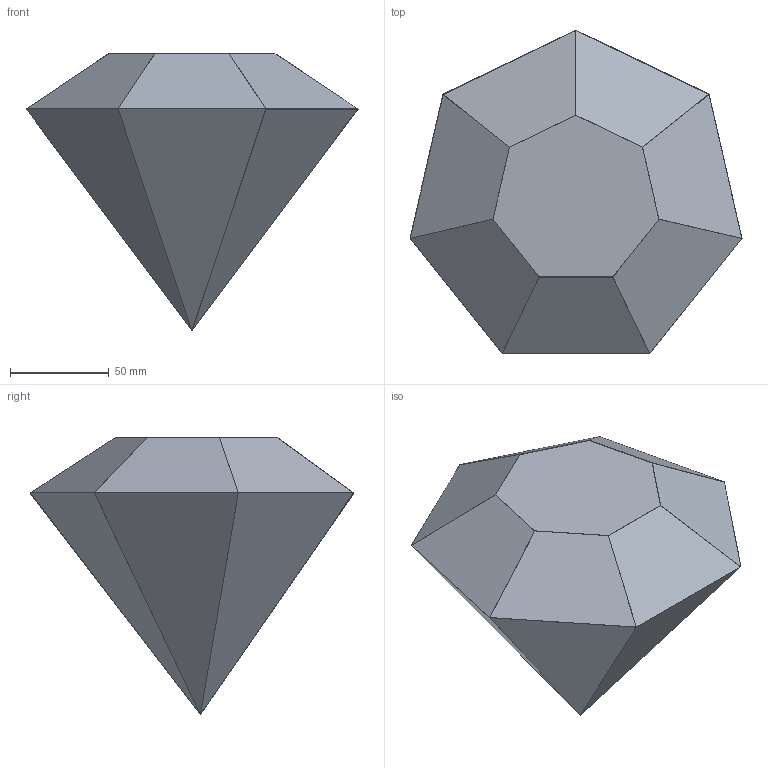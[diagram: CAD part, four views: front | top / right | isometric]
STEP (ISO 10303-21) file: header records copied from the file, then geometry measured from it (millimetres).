
FILE_DESCRIPTION(('FreeCAD Model'),'2;1');
FILE_NAME('Open CASCADE Shape Model','2025-04-27T18:29:20',('FreeCAD'),( 'FreeCAD'),'Open CASCADE STEP processor 7.6','FreeCAD','Unknown');
FILE_SCHEMA(('AUTOMOTIVE_DESIGN { 1 0 10303 214 1 1 1 1 }'));
Length unit declared in the file: millimetre
Products named in the file (1): Open CASCADE STEP translator 7.6 1
Bounding box: 167.71 x 163.55 x 140.01 mm (x, y, z)
Volume: 5526.1 mm3; surface area: 118720.6 mm2
Topology: 2 solids, 2 shells, 144 faces, 303 edges, 148 vertices
Faces by surface type: bspline 144
Entity records: 3322 total; most frequent: CARTESIAN_POINT 1331, ORIENTED_EDGE 606, EDGE_CURVE 303, B_SPLINE_CURVE_WITH_KNOTS 303, FACE_BOUND 162, EDGE_LOOP 162, VERTEX_POINT 148, ADVANCED_FACE 144
